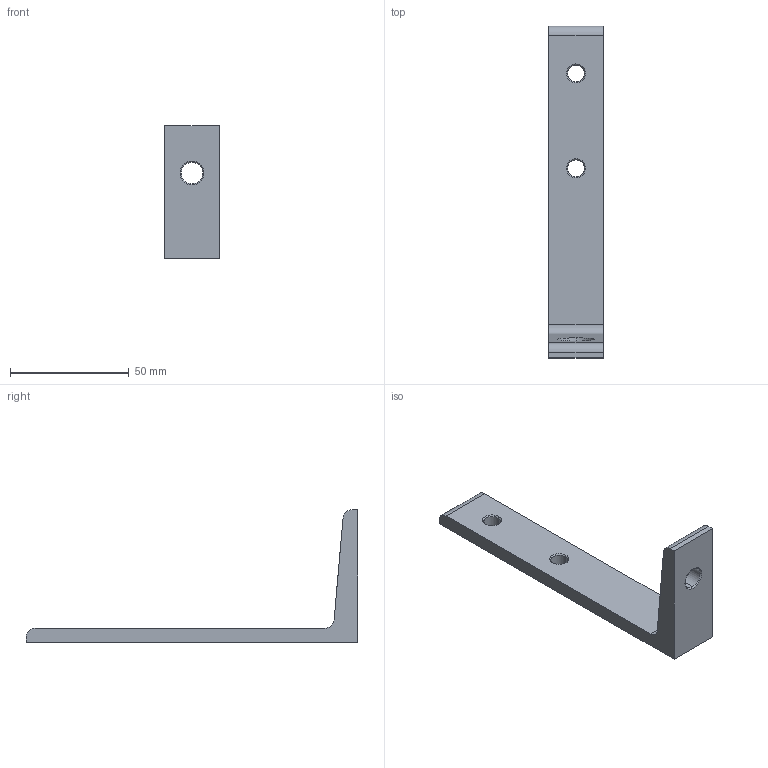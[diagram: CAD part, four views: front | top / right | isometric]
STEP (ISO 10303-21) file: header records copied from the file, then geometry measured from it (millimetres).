
FILE_DESCRIPTION (( 'STEP AP214' ), '1' );
FILE_NAME ('093ba14025.STEP', '2014-08-20T09:57:18', ( '' ), ( '' ), 'SwSTEP 2.0', 'SolidWorks 2014', '' );
FILE_SCHEMA (( 'AUTOMOTIVE_DESIGN' ));
Length unit declared in the file: millimetre
Products named in the file (1): 093ba14025
Bounding box: 23 x 140 x 56 mm (x, y, z)
Volume: 27580.1 mm3; surface area: 11485.1 mm2
Topology: 1 solids, 1 shells, 32 faces, 75 edges, 46 vertices
Faces by surface type: cone 12, cylinder 11, plane 9
Entity records: 961 total; most frequent: DIRECTION 171, CARTESIAN_POINT 160, ORIENTED_EDGE 150, EDGE_CURVE 75, AXIS2_PLACEMENT_3D 65, VERTEX_POINT 46, LINE 41, VECTOR 41
